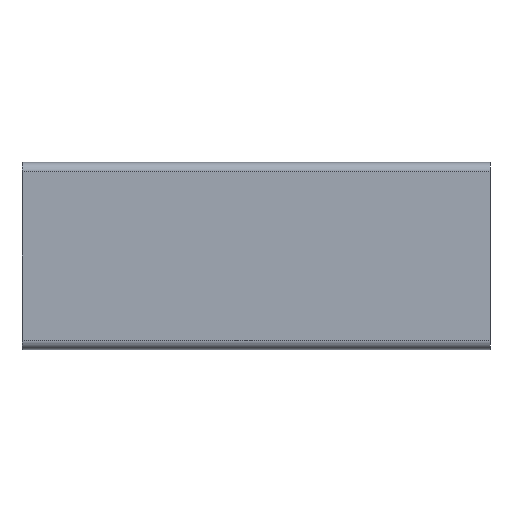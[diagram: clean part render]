
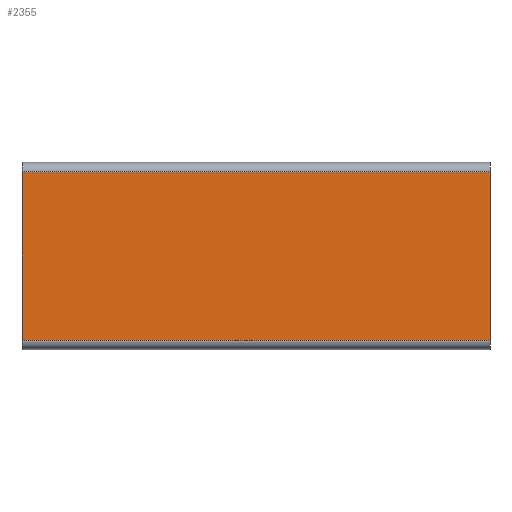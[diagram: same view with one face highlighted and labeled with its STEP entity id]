
A CAD part, left-side view. The second image highlights one B-rep face of the part: STEP entity #2355.
In plain terms, the highlighted planar face has unit normal (-1, 0, 0).
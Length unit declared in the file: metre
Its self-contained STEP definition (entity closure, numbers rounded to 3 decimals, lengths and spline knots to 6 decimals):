
#83=PLANE('',#2556);
#185=FACE_OUTER_BOUND('',#303,.T.);
#303=EDGE_LOOP('',(#1883,#1884,#1885,#1886));
#556=LINE('',#3858,#812);
#557=LINE('',#3861,#813);
#558=LINE('',#3863,#814);
#559=LINE('',#3864,#815);
#812=VECTOR('',#3135,0.1);
#813=VECTOR('',#3138,0.036);
#814=VECTOR('',#3139,0.036);
#815=VECTOR('',#3140,0.1);
#1137=VERTEX_POINT('',#3854);
#1138=VERTEX_POINT('',#3856);
#1139=VERTEX_POINT('',#3860);
#1140=VERTEX_POINT('',#3862);
#1452=EDGE_CURVE('',#1138,#1137,#556,.T.);
#1453=EDGE_CURVE('',#1139,#1137,#557,.T.);
#1454=EDGE_CURVE('',#1140,#1138,#558,.T.);
#1455=EDGE_CURVE('',#1140,#1139,#559,.T.);
#1883=ORIENTED_EDGE('',*,*,#1453,.T.);
#1884=ORIENTED_EDGE('',*,*,#1452,.F.);
#1885=ORIENTED_EDGE('',*,*,#1454,.F.);
#1886=ORIENTED_EDGE('',*,*,#1455,.T.);
#2355=ADVANCED_FACE('',(#185),#83,.F.);
#2556=AXIS2_PLACEMENT_3D('',#3859,#3136,#3137);
#3135=DIRECTION('',(0.,1.,0.));
#3136=DIRECTION('center_axis',(1.,0.,0.));
#3137=DIRECTION('ref_axis',(0.,0.,-1.));
#3138=DIRECTION('',(0.,0.,-1.));
#3139=DIRECTION('',(0.,0.,-1.));
#3140=DIRECTION('',(0.,1.,0.));
#3854=CARTESIAN_POINT('',(1.001774,0.622798,0.098577));
#3856=CARTESIAN_POINT('',(1.001774,0.522798,0.098577));
#3858=CARTESIAN_POINT('',(1.001774,0.522798,0.098577));
#3859=CARTESIAN_POINT('Origin',(1.001774,-0.377202,0.134577));
#3860=CARTESIAN_POINT('',(1.001774,0.622798,0.134577));
#3861=CARTESIAN_POINT('',(1.001774,0.622798,0.134577));
#3862=CARTESIAN_POINT('',(1.001774,0.522798,0.134577));
#3863=CARTESIAN_POINT('',(1.001774,0.522798,0.134577));
#3864=CARTESIAN_POINT('',(1.001774,0.522798,0.134577));
